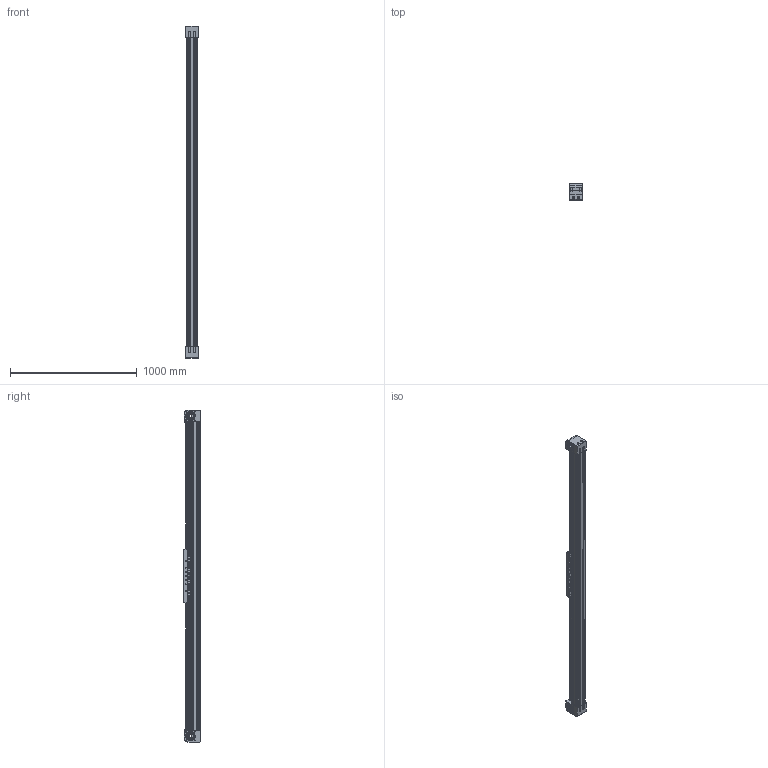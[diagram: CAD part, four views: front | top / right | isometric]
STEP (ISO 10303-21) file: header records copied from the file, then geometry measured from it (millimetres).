
FILE_DESCRIPTION (( 'STEP AP214' ), '1' );
FILE_NAME ('BLM80-2000.STEP', '2023-03-14T07:49:19', ( '' ), ( '' ), 'SwSTEP 2.0', 'SolidWorks 2023', '' );
FILE_SCHEMA (( 'AUTOMOTIVE_DESIGN' ));
Length unit declared in the file: millimetre
Products named in the file (1): BLM80-2000
Bounding box: 100 x 130 x 2624 mm (x, y, z)
Volume: 16979851.8 mm3; surface area: 2542023.4 mm2
Topology: 49 solids, 57 shells, 5276 faces, 14853 edges, 9757 vertices
Faces by surface type: plane 2936, cylinder 2012, torus 152, sphere 100, cone 52, bspline 24
Entity records: 233695 total; most frequent: CARTESIAN_POINT 36243, DIRECTION 29408, ORIENTED_EDGE 29098, EDGE_CURVE 14549, AXIS2_PLACEMENT_3D 9892, VECTOR 9624, LINE 9624, VERTEX_POINT 9565
